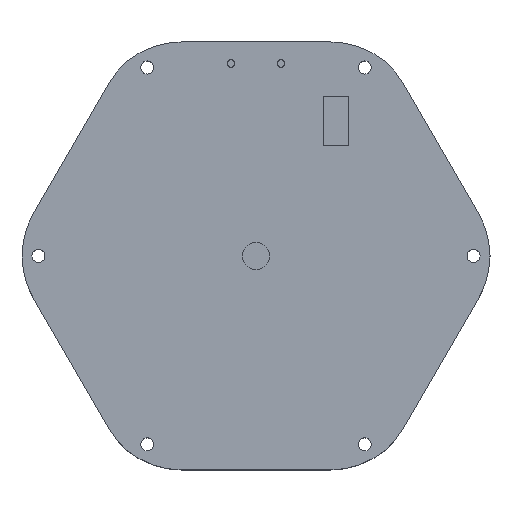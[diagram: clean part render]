
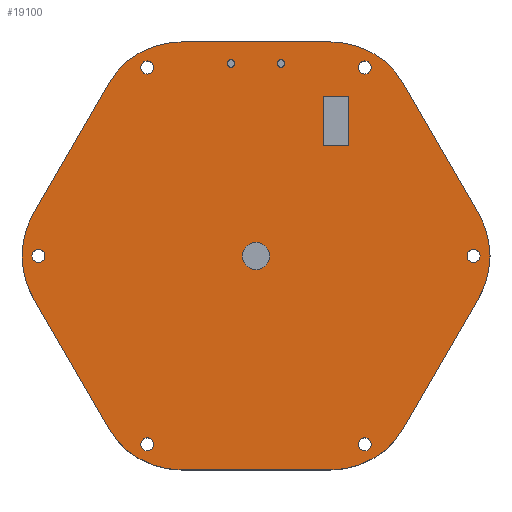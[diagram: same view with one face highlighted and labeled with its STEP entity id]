
A CAD part, top view. The second image highlights one B-rep face of the part: STEP entity #19100.
In plain terms, the highlighted planar face has unit normal (0, 0, 1).
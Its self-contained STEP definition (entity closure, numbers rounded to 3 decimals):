
#285=FACE_BOUND('',#3361,.T.);
#286=FACE_BOUND('',#3362,.T.);
#287=FACE_BOUND('',#3363,.T.);
#288=FACE_BOUND('',#3364,.T.);
#289=FACE_BOUND('',#3365,.T.);
#290=FACE_BOUND('',#3366,.T.);
#291=FACE_BOUND('',#3367,.T.);
#292=FACE_BOUND('',#3368,.T.);
#293=FACE_BOUND('',#3369,.T.);
#294=FACE_BOUND('',#3370,.T.);
#858=CIRCLE('',#21069,0.9);
#860=CIRCLE('',#21072,0.9);
#862=CIRCLE('',#21075,20.);
#864=CIRCLE('',#21078,20.);
#865=CIRCLE('',#21079,20.);
#866=CIRCLE('',#21080,20.);
#867=CIRCLE('',#21081,20.);
#868=CIRCLE('',#21082,20.);
#869=CIRCLE('',#21083,1.55);
#870=CIRCLE('',#21084,1.55);
#871=CIRCLE('',#21085,3.25);
#872=CIRCLE('',#21086,1.55);
#873=CIRCLE('',#21087,1.55);
#874=CIRCLE('',#21088,1.55);
#875=CIRCLE('',#21089,1.55);
#2252=FACE_OUTER_BOUND('',#3360,.T.);
#3360=EDGE_LOOP('',(#16878,#16879,#16880,#16881,#16882,#16883,#16884,#16885,
#16886,#16887,#16888,#16889));
#3361=EDGE_LOOP('',(#16890));
#3362=EDGE_LOOP('',(#16891));
#3363=EDGE_LOOP('',(#16892,#16893,#16894,#16895));
#3364=EDGE_LOOP('',(#16896));
#3365=EDGE_LOOP('',(#16897));
#3366=EDGE_LOOP('',(#16898));
#3367=EDGE_LOOP('',(#16899));
#3368=EDGE_LOOP('',(#16900));
#3369=EDGE_LOOP('',(#16901));
#3370=EDGE_LOOP('',(#16902));
#5405=LINE('',#32052,#7445);
#5406=LINE('',#32056,#7446);
#5407=LINE('',#32060,#7447);
#5408=LINE('',#32064,#7448);
#5409=LINE('',#32068,#7449);
#5410=LINE('',#32071,#7450);
#5411=LINE('',#32074,#7451);
#5412=LINE('',#32076,#7452);
#5413=LINE('',#32078,#7453);
#5414=LINE('',#32079,#7454);
#7445=VECTOR('',#26288,10.);
#7446=VECTOR('',#26291,10.);
#7447=VECTOR('',#26294,10.);
#7448=VECTOR('',#26297,10.);
#7449=VECTOR('',#26300,10.);
#7450=VECTOR('',#26303,10.);
#7451=VECTOR('',#26304,10.);
#7452=VECTOR('',#26305,10.);
#7453=VECTOR('',#26306,10.);
#7454=VECTOR('',#26307,10.);
#9142=VERTEX_POINT('',#32030);
#9144=VERTEX_POINT('',#32036);
#9146=VERTEX_POINT('',#32042);
#9147=VERTEX_POINT('',#32043);
#9150=VERTEX_POINT('',#32051);
#9151=VERTEX_POINT('',#32053);
#9152=VERTEX_POINT('',#32055);
#9153=VERTEX_POINT('',#32057);
#9154=VERTEX_POINT('',#32059);
#9155=VERTEX_POINT('',#32061);
#9156=VERTEX_POINT('',#32063);
#9157=VERTEX_POINT('',#32065);
#9158=VERTEX_POINT('',#32067);
#9159=VERTEX_POINT('',#32069);
#9160=VERTEX_POINT('',#32072);
#9161=VERTEX_POINT('',#32073);
#9162=VERTEX_POINT('',#32075);
#9163=VERTEX_POINT('',#32077);
#9164=VERTEX_POINT('',#32080);
#9165=VERTEX_POINT('',#32082);
#9166=VERTEX_POINT('',#32084);
#9167=VERTEX_POINT('',#32086);
#9168=VERTEX_POINT('',#32088);
#9169=VERTEX_POINT('',#32090);
#9170=VERTEX_POINT('',#32092);
#11731=EDGE_CURVE('',#9142,#9142,#858,.T.);
#11734=EDGE_CURVE('',#9144,#9144,#860,.T.);
#11737=EDGE_CURVE('',#9146,#9147,#862,.T.);
#11741=EDGE_CURVE('',#9146,#9150,#5405,.T.);
#11742=EDGE_CURVE('',#9151,#9150,#864,.T.);
#11743=EDGE_CURVE('',#9151,#9152,#5406,.T.);
#11744=EDGE_CURVE('',#9153,#9152,#865,.T.);
#11745=EDGE_CURVE('',#9153,#9154,#5407,.T.);
#11746=EDGE_CURVE('',#9155,#9154,#866,.T.);
#11747=EDGE_CURVE('',#9155,#9156,#5408,.T.);
#11748=EDGE_CURVE('',#9157,#9156,#867,.T.);
#11749=EDGE_CURVE('',#9157,#9158,#5409,.T.);
#11750=EDGE_CURVE('',#9159,#9158,#868,.T.);
#11751=EDGE_CURVE('',#9159,#9147,#5410,.T.);
#11752=EDGE_CURVE('',#9160,#9161,#5411,.T.);
#11753=EDGE_CURVE('',#9161,#9162,#5412,.T.);
#11754=EDGE_CURVE('',#9162,#9163,#5413,.T.);
#11755=EDGE_CURVE('',#9163,#9160,#5414,.T.);
#11756=EDGE_CURVE('',#9164,#9164,#869,.T.);
#11757=EDGE_CURVE('',#9165,#9165,#870,.T.);
#11758=EDGE_CURVE('',#9166,#9166,#871,.T.);
#11759=EDGE_CURVE('',#9167,#9167,#872,.T.);
#11760=EDGE_CURVE('',#9168,#9168,#873,.T.);
#11761=EDGE_CURVE('',#9169,#9169,#874,.T.);
#11762=EDGE_CURVE('',#9170,#9170,#875,.T.);
#16878=ORIENTED_EDGE('',*,*,#11737,.F.);
#16879=ORIENTED_EDGE('',*,*,#11741,.T.);
#16880=ORIENTED_EDGE('',*,*,#11742,.F.);
#16881=ORIENTED_EDGE('',*,*,#11743,.T.);
#16882=ORIENTED_EDGE('',*,*,#11744,.F.);
#16883=ORIENTED_EDGE('',*,*,#11745,.T.);
#16884=ORIENTED_EDGE('',*,*,#11746,.F.);
#16885=ORIENTED_EDGE('',*,*,#11747,.T.);
#16886=ORIENTED_EDGE('',*,*,#11748,.F.);
#16887=ORIENTED_EDGE('',*,*,#11749,.T.);
#16888=ORIENTED_EDGE('',*,*,#11750,.F.);
#16889=ORIENTED_EDGE('',*,*,#11751,.T.);
#16890=ORIENTED_EDGE('',*,*,#11731,.T.);
#16891=ORIENTED_EDGE('',*,*,#11734,.T.);
#16892=ORIENTED_EDGE('',*,*,#11752,.T.);
#16893=ORIENTED_EDGE('',*,*,#11753,.T.);
#16894=ORIENTED_EDGE('',*,*,#11754,.T.);
#16895=ORIENTED_EDGE('',*,*,#11755,.T.);
#16896=ORIENTED_EDGE('',*,*,#11756,.T.);
#16897=ORIENTED_EDGE('',*,*,#11757,.T.);
#16898=ORIENTED_EDGE('',*,*,#11758,.T.);
#16899=ORIENTED_EDGE('',*,*,#11759,.T.);
#16900=ORIENTED_EDGE('',*,*,#11760,.T.);
#16901=ORIENTED_EDGE('',*,*,#11761,.T.);
#16902=ORIENTED_EDGE('',*,*,#11762,.T.);
#17808=PLANE('',#21077);
#19100=ADVANCED_FACE('',(#2252,#285,#286,#287,#288,#289,#290,#291,#292,
#293,#294),#17808,.T.);
#21069=AXIS2_PLACEMENT_3D('',#32031,#26266,#26267);
#21072=AXIS2_PLACEMENT_3D('',#32037,#26273,#26274);
#21075=AXIS2_PLACEMENT_3D('',#32044,#26280,#26281);
#21077=AXIS2_PLACEMENT_3D('',#32050,#26286,#26287);
#21078=AXIS2_PLACEMENT_3D('',#32054,#26289,#26290);
#21079=AXIS2_PLACEMENT_3D('',#32058,#26292,#26293);
#21080=AXIS2_PLACEMENT_3D('',#32062,#26295,#26296);
#21081=AXIS2_PLACEMENT_3D('',#32066,#26298,#26299);
#21082=AXIS2_PLACEMENT_3D('',#32070,#26301,#26302);
#21083=AXIS2_PLACEMENT_3D('',#32081,#26308,#26309);
#21084=AXIS2_PLACEMENT_3D('',#32083,#26310,#26311);
#21085=AXIS2_PLACEMENT_3D('',#32085,#26312,#26313);
#21086=AXIS2_PLACEMENT_3D('',#32087,#26314,#26315);
#21087=AXIS2_PLACEMENT_3D('',#32089,#26316,#26317);
#21088=AXIS2_PLACEMENT_3D('',#32091,#26318,#26319);
#21089=AXIS2_PLACEMENT_3D('',#32093,#26320,#26321);
#26266=DIRECTION('center_axis',(0.,0.,-1.));
#26267=DIRECTION('ref_axis',(-1.,0.,0.));
#26273=DIRECTION('center_axis',(0.,0.,-1.));
#26274=DIRECTION('ref_axis',(-1.,0.,0.));
#26280=DIRECTION('center_axis',(0.,0.,-1.));
#26281=DIRECTION('ref_axis',(-1.,0.,0.));
#26286=DIRECTION('center_axis',(0.,0.,1.));
#26287=DIRECTION('ref_axis',(1.,0.,0.));
#26288=DIRECTION('',(0.5,-0.866,0.));
#26289=DIRECTION('center_axis',(0.,0.,-1.));
#26290=DIRECTION('ref_axis',(-0.5,-0.866,0.));
#26291=DIRECTION('',(1.,0.,0.));
#26292=DIRECTION('center_axis',(0.,0.,-1.));
#26293=DIRECTION('ref_axis',(0.5,-0.866,0.));
#26294=DIRECTION('',(0.5,0.866,0.));
#26295=DIRECTION('center_axis',(0.,0.,-1.));
#26296=DIRECTION('ref_axis',(1.,0.,0.));
#26297=DIRECTION('',(-0.5,0.866,0.));
#26298=DIRECTION('center_axis',(0.,0.,-1.));
#26299=DIRECTION('ref_axis',(0.5,0.866,0.));
#26300=DIRECTION('',(-1.,0.,0.));
#26301=DIRECTION('center_axis',(0.,0.,-1.));
#26302=DIRECTION('ref_axis',(-0.5,0.866,0.));
#26303=DIRECTION('',(-0.5,-0.866,0.));
#26304=DIRECTION('',(-1.,0.,0.));
#26305=DIRECTION('',(0.,1.,0.));
#26306=DIRECTION('',(1.,0.,0.));
#26307=DIRECTION('',(0.,-1.,0.));
#26308=DIRECTION('center_axis',(0.,0.,-1.));
#26309=DIRECTION('ref_axis',(1.,0.,0.));
#26310=DIRECTION('center_axis',(0.,0.,-1.));
#26311=DIRECTION('ref_axis',(1.,0.,0.));
#26312=DIRECTION('center_axis',(0.,0.,-1.));
#26313=DIRECTION('ref_axis',(1.,0.,0.));
#26314=DIRECTION('center_axis',(0.,0.,-1.));
#26315=DIRECTION('ref_axis',(1.,0.,0.));
#26316=DIRECTION('center_axis',(0.,0.,-1.));
#26317=DIRECTION('ref_axis',(1.,0.,0.));
#26318=DIRECTION('center_axis',(0.,0.,-1.));
#26319=DIRECTION('ref_axis',(1.,0.,0.));
#26320=DIRECTION('center_axis',(0.,0.,-1.));
#26321=DIRECTION('ref_axis',(1.,0.,0.));
#32030=CARTESIAN_POINT('',(6.826,45.701,6.35));
#32031=CARTESIAN_POINT('Origin',(5.926,45.701,6.35));
#32036=CARTESIAN_POINT('',(-5.026,45.701,6.35));
#32037=CARTESIAN_POINT('Origin',(-5.926,45.701,6.35));
#32042=CARTESIAN_POINT('',(-52.885,-10.,6.35));
#32043=CARTESIAN_POINT('',(-52.885,10.,6.35));
#32044=CARTESIAN_POINT('Origin',(-35.565,0.,
6.35));
#32050=CARTESIAN_POINT('Origin',(0.,0.,6.35));
#32051=CARTESIAN_POINT('',(-35.103,-40.8,6.35));
#32052=CARTESIAN_POINT('',(-58.659,0.,6.35));
#32053=CARTESIAN_POINT('',(-17.782,-50.8,6.35));
#32054=CARTESIAN_POINT('Origin',(-17.782,-30.8,6.35));
#32055=CARTESIAN_POINT('',(17.782,-50.8,6.35));
#32056=CARTESIAN_POINT('',(-29.329,-50.8,6.35));
#32057=CARTESIAN_POINT('',(35.103,-40.8,6.35));
#32058=CARTESIAN_POINT('Origin',(17.782,-30.8,6.35));
#32059=CARTESIAN_POINT('',(52.885,-10.,6.35));
#32060=CARTESIAN_POINT('',(29.329,-50.8,6.35));
#32061=CARTESIAN_POINT('',(52.885,10.,6.35));
#32062=CARTESIAN_POINT('Origin',(35.565,0.,
6.35));
#32063=CARTESIAN_POINT('',(35.103,40.8,6.35));
#32064=CARTESIAN_POINT('',(58.659,0.,6.35));
#32065=CARTESIAN_POINT('',(17.782,50.8,6.35));
#32066=CARTESIAN_POINT('Origin',(17.782,30.8,6.35));
#32067=CARTESIAN_POINT('',(-17.782,50.8,6.35));
#32068=CARTESIAN_POINT('',(29.329,50.8,6.35));
#32069=CARTESIAN_POINT('',(-35.103,40.8,6.35));
#32070=CARTESIAN_POINT('Origin',(-17.782,30.8,6.35));
#32071=CARTESIAN_POINT('',(-29.329,50.8,6.35));
#32072=CARTESIAN_POINT('',(22.,26.25,6.35));
#32073=CARTESIAN_POINT('',(16.,26.25,6.35));
#32074=CARTESIAN_POINT('',(8.,26.25,6.35));
#32075=CARTESIAN_POINT('',(16.,37.75,6.35));
#32076=CARTESIAN_POINT('',(16.,18.875,6.35));
#32077=CARTESIAN_POINT('',(22.,37.75,6.35));
#32078=CARTESIAN_POINT('',(11.,37.75,6.35));
#32079=CARTESIAN_POINT('',(22.,13.125,6.35));
#32080=CARTESIAN_POINT('',(24.279,-44.738,6.35));
#32081=CARTESIAN_POINT('Origin',(25.829,-44.738,6.35));
#32082=CARTESIAN_POINT('',(-27.379,-44.738,6.35));
#32083=CARTESIAN_POINT('Origin',(-25.829,-44.738,6.35));
#32084=CARTESIAN_POINT('',(-3.25,0.,6.35));
#32085=CARTESIAN_POINT('Origin',(0.,0.,6.35));
#32086=CARTESIAN_POINT('',(24.279,44.738,6.35));
#32087=CARTESIAN_POINT('Origin',(25.829,44.738,6.35));
#32088=CARTESIAN_POINT('',(-53.209,0.,6.35));
#32089=CARTESIAN_POINT('Origin',(-51.659,0.,
6.35));
#32090=CARTESIAN_POINT('',(-27.379,44.738,6.35));
#32091=CARTESIAN_POINT('Origin',(-25.829,44.738,6.35));
#32092=CARTESIAN_POINT('',(50.109,0.,6.35));
#32093=CARTESIAN_POINT('Origin',(51.659,0.,
6.35));
